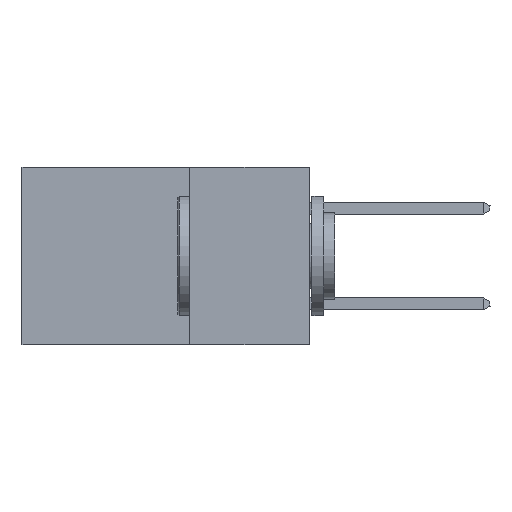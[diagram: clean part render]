
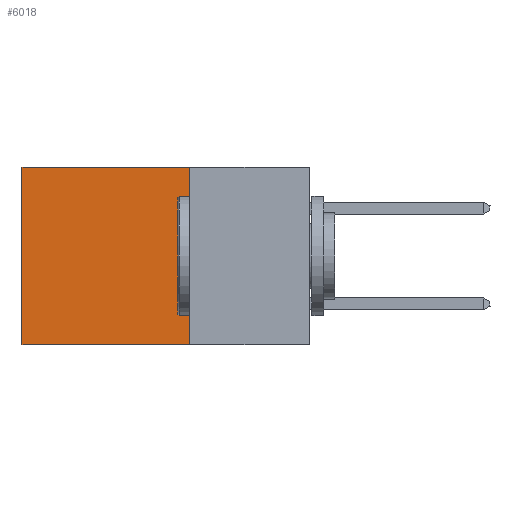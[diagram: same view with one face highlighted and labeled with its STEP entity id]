
A CAD part, left-side view. The second image highlights one B-rep face of the part: STEP entity #6018.
In plain terms, the highlighted planar face has unit normal (-1, 0, 0).
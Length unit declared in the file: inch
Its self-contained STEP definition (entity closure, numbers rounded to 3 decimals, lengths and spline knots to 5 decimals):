
#446 = CARTESIAN_POINT ( 'NONE',  ( 0.2875, 0.25, -0.37 ) ) ;
#1029 = LINE ( 'NONE', #21633, #24668 ) ;
#1667 = ORIENTED_EDGE ( 'NONE', *, *, #19088, .T. ) ;
#1928 = ORIENTED_EDGE ( 'NONE', *, *, #2709, .T. ) ;
#2709 = EDGE_CURVE ( 'NONE', #27848, #37945, #34735, .T. ) ;
#2975 = VERTEX_POINT ( 'NONE', #12367 ) ;
#3453 = DIRECTION ( 'NONE',  ( 0., 1., 0. ) ) ;
#3467 = CARTESIAN_POINT ( 'NONE',  ( 0.2875, 0.25, 0. ) ) ;
#3909 = DIRECTION ( 'NONE',  ( 0., 0., -1. ) ) ;
#5463 = EDGE_CURVE ( 'NONE', #27848, #17640, #1029, .T. ) ;
#6018 = ADVANCED_FACE ( 'NONE', ( #27871 ), #15237, .F. ) ;
#6156 = AXIS2_PLACEMENT_3D ( 'NONE', #3467, #24170, #6498 ) ;
#6498 = DIRECTION ( 'NONE',  ( 0., 0., -1. ) ) ;
#7570 = CARTESIAN_POINT ( 'NONE',  ( 0.2875, 0.6, 0. ) ) ;
#7798 = LINE ( 'NONE', #446, #30372 ) ;
#10627 = DIRECTION ( 'NONE',  ( 0., 0., -1. ) ) ;
#11861 = ORIENTED_EDGE ( 'NONE', *, *, #5463, .F. ) ;
#12367 = CARTESIAN_POINT ( 'NONE',  ( 0.2875, 0.6, -0.37 ) ) ;
#15237 = PLANE ( 'NONE',  #6156 ) ;
#15497 = LINE ( 'NONE', #7570, #38041 ) ;
#16845 = EDGE_CURVE ( 'NONE', #17640, #2975, #7798, .T. ) ;
#17177 = CARTESIAN_POINT ( 'NONE',  ( 0.2875, 0.25, 0. ) ) ;
#17640 = VERTEX_POINT ( 'NONE', #33774 ) ;
#19088 = EDGE_CURVE ( 'NONE', #37945, #2975, #15497, .T. ) ;
#20934 = VECTOR ( 'NONE', #37738, 39.37008 ) ;
#21297 = EDGE_LOOP ( 'NONE', ( #1667, #23429, #11861, #1928 ) ) ;
#21633 = CARTESIAN_POINT ( 'NONE',  ( 0.2875, 0.25, 0. ) ) ;
#23429 = ORIENTED_EDGE ( 'NONE', *, *, #16845, .F. ) ;
#24170 = DIRECTION ( 'NONE',  ( 1., 0., 0. ) ) ;
#24668 = VECTOR ( 'NONE', #3909, 39.37008 ) ;
#24846 = CARTESIAN_POINT ( 'NONE',  ( 0.2875, 0.25, 0. ) ) ;
#26033 = CARTESIAN_POINT ( 'NONE',  ( 0.2875, 0.6, 0. ) ) ;
#27848 = VERTEX_POINT ( 'NONE', #24846 ) ;
#27871 = FACE_OUTER_BOUND ( 'NONE', #21297, .T. ) ;
#30372 = VECTOR ( 'NONE', #3453, 39.37008 ) ;
#33774 = CARTESIAN_POINT ( 'NONE',  ( 0.2875, 0.25, -0.37 ) ) ;
#34735 = LINE ( 'NONE', #17177, #20934 ) ;
#37738 = DIRECTION ( 'NONE',  ( 0., 1., 0. ) ) ;
#37945 = VERTEX_POINT ( 'NONE', #26033 ) ;
#38041 = VECTOR ( 'NONE', #10627, 39.37008 ) ;
